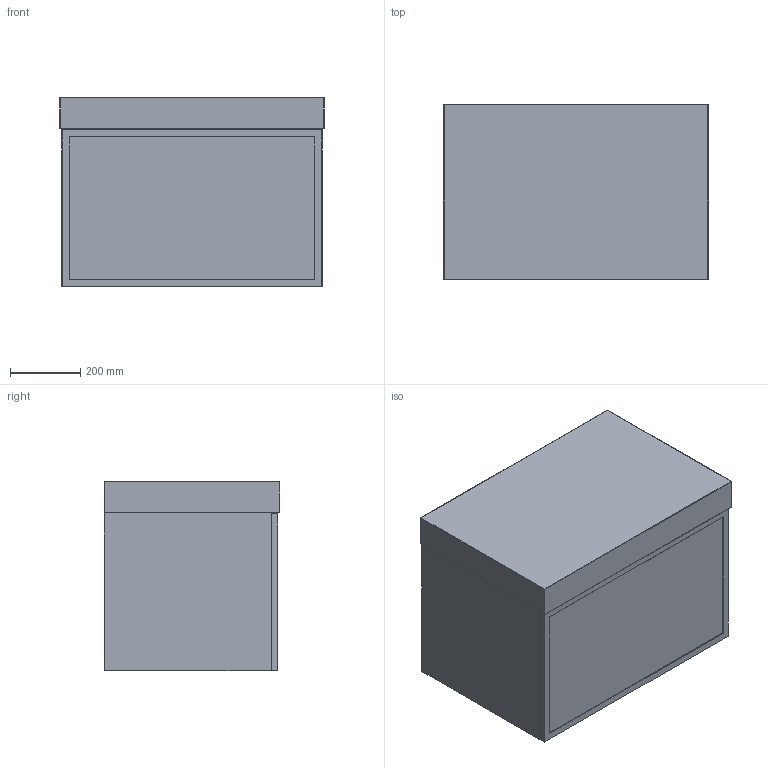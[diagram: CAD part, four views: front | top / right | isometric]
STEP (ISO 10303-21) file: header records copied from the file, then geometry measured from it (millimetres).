
FILE_DESCRIPTION(/* description */ (''),/* implementation_level */ '2;1');
FILE_NAME(/* name */ 'Kado Lux Slim 750 (90MM)',/* time_stamp */ '2025-07-09T15:05:26+10:00',/* author */ (''),/* organization */ (''),/* preprocessor_version */ 'ST-DEVELOPER v16.5',/* originating_system */ '',/* authorisation */ '');
FILE_SCHEMA (('AUTOMOTIVE_DESIGN'));
Length unit declared in the file: millimetre
Products named in the file (9): Document; Kado Lux Slim 750 (90MM); Kado Lux Slim ALL20; Kado Lux Slim 75019; Lux Slim Drawer Front 74017; Lux Slim Drawer Front 7401516; Kado Lux Slim Carcass 75011; 90MM Under Counter Benchtop ALL18; 750 Benchtop (90mm)23456789
Assembly tree (8 placements, depth 6):
  Document
    Kado Lux Slim 750 (90MM)
      Kado Lux Slim ALL20
        Kado Lux Slim 75019
          Lux Slim Drawer Front 74017
            Lux Slim Drawer Front 7401516
          Kado Lux Slim Carcass 75011
      90MM Under Counter Benchtop ALL18
        750 Benchtop (90mm)23456789
Bounding box: 755 x 500 x 540 mm (x, y, z)
Volume: 29821900.7 mm3; surface area: 4272839.8 mm2
Topology: 7 solids, 7 shells, 69 faces, 145 edges, 86 vertices
Faces by surface type: plane 52, cylinder 11, bspline 6
Entity records: 2063 total; most frequent: CARTESIAN_POINT 739, ORIENTED_EDGE 278, EDGE_CURVE 139, B_SPLINE_CURVE_WITH_KNOTS 119, DIRECTION 103, VERTEX_POINT 86, AXIS2_PLACEMENT_3D 83, EDGE_LOOP 71
